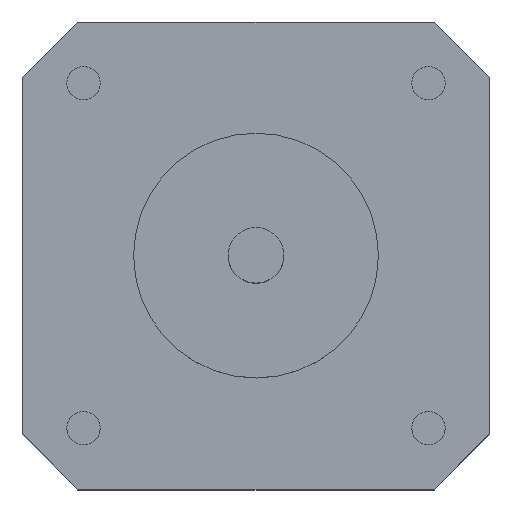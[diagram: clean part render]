
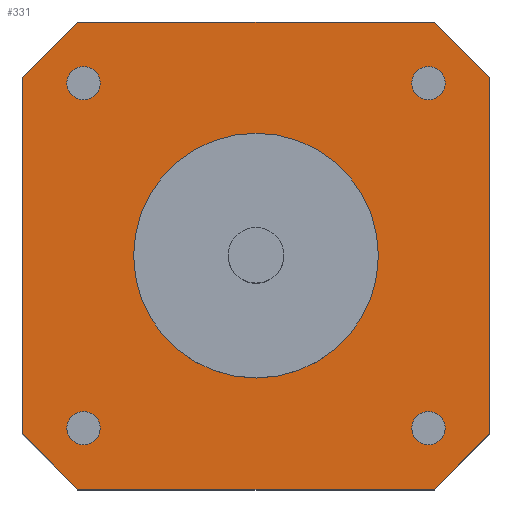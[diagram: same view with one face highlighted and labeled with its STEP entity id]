
A CAD part, top view. The second image highlights one B-rep face of the part: STEP entity #331.
In plain terms, the highlighted planar face has unit normal (0, 0, 1).
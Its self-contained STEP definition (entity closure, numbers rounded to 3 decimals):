
#16=FACE_BOUND('',#73,.T.);
#17=FACE_BOUND('',#74,.T.);
#18=FACE_BOUND('',#75,.T.);
#19=FACE_BOUND('',#76,.T.);
#20=FACE_BOUND('',#77,.T.);
#27=PLANE('',#379);
#49=FACE_OUTER_BOUND('',#72,.T.);
#72=EDGE_LOOP('',(#260,#261,#262,#263,#264,#265,#266,#267));
#73=EDGE_LOOP('',(#268));
#74=EDGE_LOOP('',(#269));
#75=EDGE_LOOP('',(#270));
#76=EDGE_LOOP('',(#271));
#77=EDGE_LOOP('',(#272));
#93=LINE('',#535,#123);
#94=LINE('',#537,#124);
#95=LINE('',#539,#125);
#96=LINE('',#541,#126);
#97=LINE('',#543,#127);
#98=LINE('',#545,#128);
#99=LINE('',#547,#129);
#100=LINE('',#548,#130);
#123=VECTOR('',#447,10.);
#124=VECTOR('',#448,10.);
#125=VECTOR('',#449,10.);
#126=VECTOR('',#450,10.);
#127=VECTOR('',#451,10.);
#128=VECTOR('',#452,10.);
#129=VECTOR('',#453,10.);
#130=VECTOR('',#454,10.);
#147=CIRCLE('',#356,1.5);
#149=CIRCLE('',#360,1.5);
#151=CIRCLE('',#364,1.5);
#153=CIRCLE('',#368,1.5);
#158=CIRCLE('',#377,11.);
#159=VERTEX_POINT('',#491);
#161=VERTEX_POINT('',#498);
#163=VERTEX_POINT('',#505);
#165=VERTEX_POINT('',#512);
#170=VERTEX_POINT('',#528);
#171=VERTEX_POINT('',#533);
#172=VERTEX_POINT('',#534);
#173=VERTEX_POINT('',#536);
#174=VERTEX_POINT('',#538);
#175=VERTEX_POINT('',#540);
#176=VERTEX_POINT('',#542);
#177=VERTEX_POINT('',#544);
#178=VERTEX_POINT('',#546);
#187=EDGE_CURVE('',#159,#159,#147,.T.);
#190=EDGE_CURVE('',#161,#161,#149,.T.);
#193=EDGE_CURVE('',#163,#163,#151,.T.);
#196=EDGE_CURVE('',#165,#165,#153,.T.);
#204=EDGE_CURVE('',#170,#170,#158,.T.);
#205=EDGE_CURVE('',#171,#172,#93,.T.);
#206=EDGE_CURVE('',#171,#173,#94,.T.);
#207=EDGE_CURVE('',#174,#173,#95,.T.);
#208=EDGE_CURVE('',#175,#174,#96,.T.);
#209=EDGE_CURVE('',#176,#175,#97,.T.);
#210=EDGE_CURVE('',#177,#176,#98,.T.);
#211=EDGE_CURVE('',#178,#177,#99,.T.);
#212=EDGE_CURVE('',#172,#178,#100,.T.);
#260=ORIENTED_EDGE('',*,*,#205,.F.);
#261=ORIENTED_EDGE('',*,*,#206,.T.);
#262=ORIENTED_EDGE('',*,*,#207,.F.);
#263=ORIENTED_EDGE('',*,*,#208,.F.);
#264=ORIENTED_EDGE('',*,*,#209,.F.);
#265=ORIENTED_EDGE('',*,*,#210,.F.);
#266=ORIENTED_EDGE('',*,*,#211,.F.);
#267=ORIENTED_EDGE('',*,*,#212,.F.);
#268=ORIENTED_EDGE('',*,*,#187,.T.);
#269=ORIENTED_EDGE('',*,*,#190,.T.);
#270=ORIENTED_EDGE('',*,*,#193,.T.);
#271=ORIENTED_EDGE('',*,*,#196,.T.);
#272=ORIENTED_EDGE('',*,*,#204,.T.);
#331=ADVANCED_FACE('',(#49,#16,#17,#18,#19,#20),#27,.T.);
#356=AXIS2_PLACEMENT_3D('',#492,#393,#394);
#360=AXIS2_PLACEMENT_3D('',#499,#402,#403);
#364=AXIS2_PLACEMENT_3D('',#506,#411,#412);
#368=AXIS2_PLACEMENT_3D('',#513,#420,#421);
#377=AXIS2_PLACEMENT_3D('',#530,#441,#442);
#379=AXIS2_PLACEMENT_3D('',#532,#445,#446);
#393=DIRECTION('center_axis',(0.,0.,-1.));
#394=DIRECTION('ref_axis',(1.,0.,0.));
#402=DIRECTION('center_axis',(0.,0.,-1.));
#403=DIRECTION('ref_axis',(1.,0.,0.));
#411=DIRECTION('center_axis',(0.,0.,-1.));
#412=DIRECTION('ref_axis',(1.,0.,0.));
#420=DIRECTION('center_axis',(0.,0.,-1.));
#421=DIRECTION('ref_axis',(1.,0.,0.));
#441=DIRECTION('center_axis',(0.,0.,-1.));
#442=DIRECTION('ref_axis',(1.,0.,0.));
#445=DIRECTION('center_axis',(0.,0.,1.));
#446=DIRECTION('ref_axis',(1.,0.,0.));
#447=DIRECTION('',(1.,0.,0.));
#448=DIRECTION('',(-0.707,-0.707,0.));
#449=DIRECTION('',(0.,1.,0.));
#450=DIRECTION('',(-0.707,0.707,0.));
#451=DIRECTION('',(-1.,0.,0.));
#452=DIRECTION('',(-0.707,-0.707,0.));
#453=DIRECTION('',(0.,-1.,0.));
#454=DIRECTION('',(0.707,-0.707,0.));
#491=CARTESIAN_POINT('',(35.,36.5,0.));
#492=CARTESIAN_POINT('Origin',(36.5,36.5,0.));
#498=CARTESIAN_POINT('',(35.,5.5,0.));
#499=CARTESIAN_POINT('Origin',(36.5,5.5,0.));
#505=CARTESIAN_POINT('',(4.,36.5,0.));
#506=CARTESIAN_POINT('Origin',(5.5,36.5,0.));
#512=CARTESIAN_POINT('',(4.,5.5,0.));
#513=CARTESIAN_POINT('Origin',(5.5,5.5,0.));
#528=CARTESIAN_POINT('',(10.,21.,0.));
#530=CARTESIAN_POINT('Origin',(21.,21.,0.));
#532=CARTESIAN_POINT('Origin',(21.,21.,0.));
#533=CARTESIAN_POINT('',(5.,42.,0.));
#534=CARTESIAN_POINT('',(37.,42.,0.));
#535=CARTESIAN_POINT('',(0.,42.,0.));
#536=CARTESIAN_POINT('',(0.,37.,0.));
#537=CARTESIAN_POINT('',(5.,42.,0.));
#538=CARTESIAN_POINT('',(0.,5.,0.));
#539=CARTESIAN_POINT('',(0.,0.,0.));
#540=CARTESIAN_POINT('',(5.,0.,0.));
#541=CARTESIAN_POINT('',(5.,0.,0.));
#542=CARTESIAN_POINT('',(37.,0.,0.));
#543=CARTESIAN_POINT('',(42.,0.,0.));
#544=CARTESIAN_POINT('',(42.,5.,0.));
#545=CARTESIAN_POINT('',(42.,5.,0.));
#546=CARTESIAN_POINT('',(42.,37.,0.));
#547=CARTESIAN_POINT('',(42.,42.,0.));
#548=CARTESIAN_POINT('',(37.,42.,0.));
